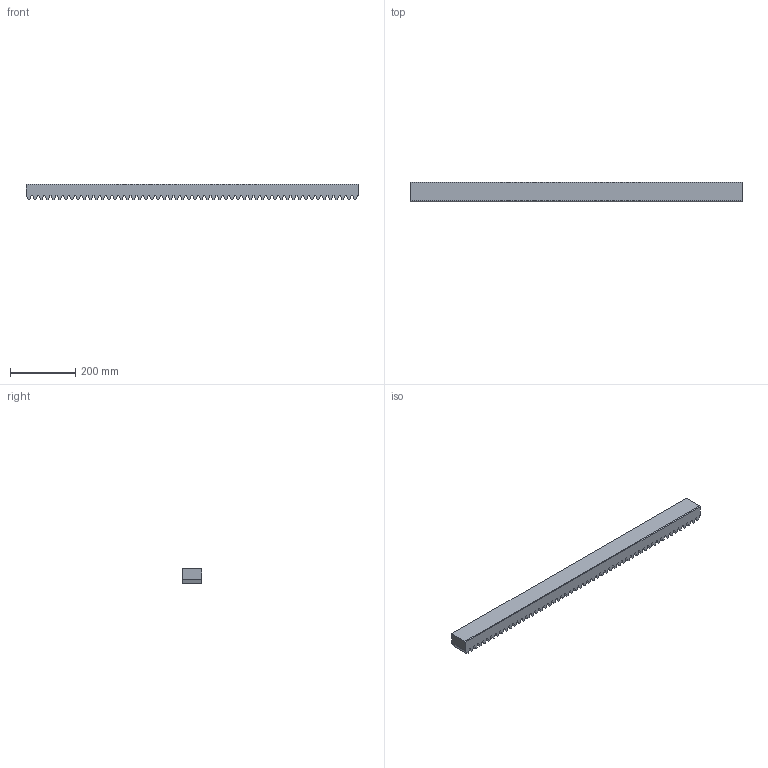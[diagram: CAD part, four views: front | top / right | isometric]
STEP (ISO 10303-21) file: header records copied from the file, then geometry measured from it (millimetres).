
FILE_DESCRIPTION(('STEP AP214'),'1');
FILE_NAME('144-060-310.stp','2017-10-09T11:46:38',('TraceParts'),('TraceParts S.A.'),'Spatial InterOp 3D',' ',' ');
FILE_SCHEMA(('automotive_design'));
Length unit declared in the file: millimetre
Products named in the file (1): 144-060-310
Bounding box: 1016.98 x 59 x 49 mm (x, y, z)
Volume: 2556875.4 mm3; surface area: 269972.8 mm2
Topology: 1 solids, 1 shells, 223 faces, 663 edges, 442 vertices
Faces by surface type: plane 223
Entity records: 9126 total; most frequent: CARTESIAN_POINT 1329, ORIENTED_EDGE 1326, DIRECTION 1111, EDGE_CURVE 663, LINE 663, VECTOR 663, VERTEX_POINT 442, STYLED_ITEM 224
